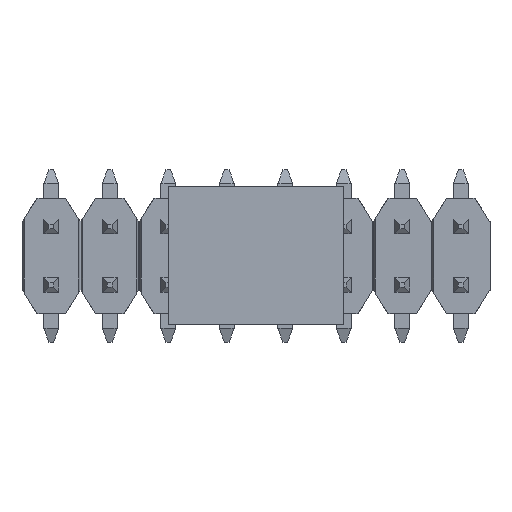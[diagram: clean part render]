
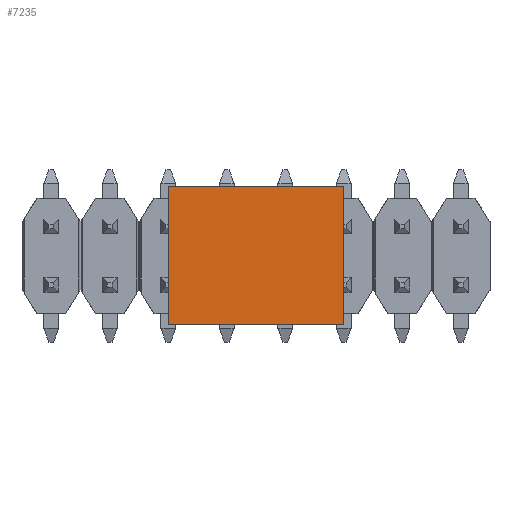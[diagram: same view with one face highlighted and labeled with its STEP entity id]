
A CAD part, top view. The second image highlights one B-rep face of the part: STEP entity #7235.
In plain terms, the highlighted planar face has unit normal (0, 0, 1).
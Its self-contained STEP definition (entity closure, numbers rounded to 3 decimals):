
#5963=DIRECTION('',(0.,-1.,0.));
#5964=VECTOR('',#5963,6.);
#5965=CARTESIAN_POINT('',(-8.88,3.,9.58));
#5966=LINE('',#5965,#5964);
#6427=DIRECTION('',(1.,0.,0.));
#6428=VECTOR('',#6427,7.6);
#6429=CARTESIAN_POINT('',(-8.88,3.,9.58));
#6430=LINE('',#6429,#6428);
#6434=DIRECTION('',(0.,-1.,0.));
#6435=VECTOR('',#6434,6.);
#6436=CARTESIAN_POINT('',(-1.28,3.,9.58));
#6437=LINE('',#6436,#6435);
#6441=DIRECTION('',(1.,0.,0.));
#6442=VECTOR('',#6441,7.6);
#6443=CARTESIAN_POINT('',(-8.88,-3.,9.58));
#6444=LINE('',#6443,#6442);
#6650=CARTESIAN_POINT('',(-8.88,3.,9.58));
#6651=VERTEX_POINT('',#6650);
#6652=CARTESIAN_POINT('',(-8.88,-3.,9.58));
#6653=VERTEX_POINT('',#6652);
#6732=CARTESIAN_POINT('',(-1.28,-3.,9.58));
#6733=VERTEX_POINT('',#6732);
#6734=CARTESIAN_POINT('',(-1.28,3.,9.58));
#6735=VERTEX_POINT('',#6734);
#7223=CARTESIAN_POINT('',(-9.032,3.12,9.58));
#7224=DIRECTION('',(0.,0.,1.));
#7225=DIRECTION('',(1.,0.,0.));
#7226=AXIS2_PLACEMENT_3D('',#7223,#7224,#7225);
#7227=PLANE('',#7226);
#7229=ORIENTED_EDGE('',*,*,#7228,.F.);
#7230=ORIENTED_EDGE('',*,*,#6807,.F.);
#7231=ORIENTED_EDGE('',*,*,#7208,.T.);
#7232=ORIENTED_EDGE('',*,*,#6949,.T.);
#7233=EDGE_LOOP('',(#7229,#7230,#7231,#7232));
#7234=FACE_OUTER_BOUND('',#7233,.F.);
#6807=EDGE_CURVE('',#6651,#6653,#5966,.T.);
#6949=EDGE_CURVE('',#6735,#6733,#6437,.T.);
#7208=EDGE_CURVE('',#6651,#6735,#6430,.T.);
#7228=EDGE_CURVE('',#6653,#6733,#6444,.T.);
#7235=ADVANCED_FACE('',(#7234),#7227,.T.);
